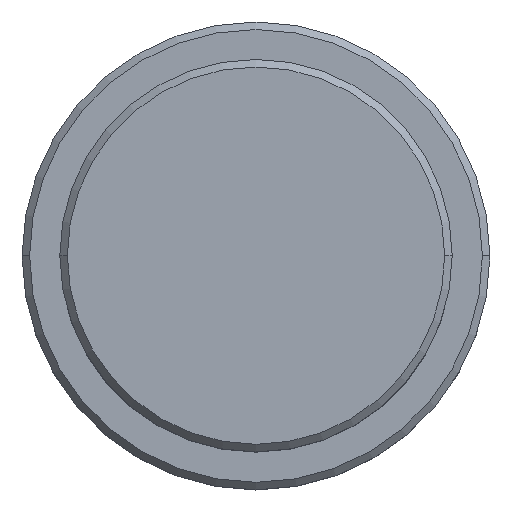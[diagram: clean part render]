
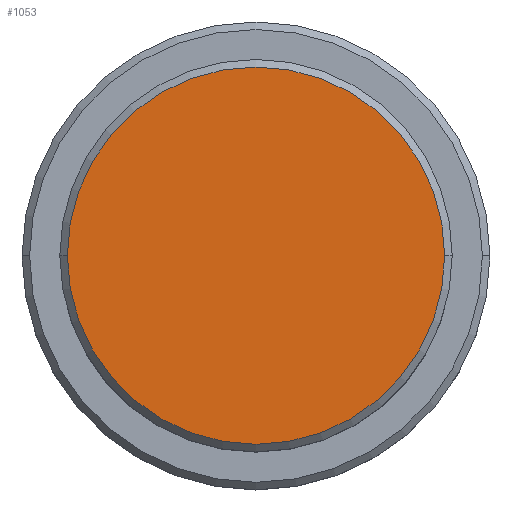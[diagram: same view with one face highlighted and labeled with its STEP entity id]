
A CAD part, top view. The second image highlights one B-rep face of the part: STEP entity #1053.
In plain terms, the highlighted planar face has unit normal (0, 0, 1).
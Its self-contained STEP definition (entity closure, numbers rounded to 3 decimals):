
#3 = AXIS2_PLACEMENT_3D ( 'NONE', #890, #439, #868 ) ;
#350 = ORIENTED_EDGE ( 'NONE', *, *, #1151, .T. ) ;
#439 = DIRECTION ( 'NONE',  ( 0., 0., 1. ) ) ;
#456 = CIRCLE ( 'NONE', #773, 12.5 ) ;
#466 = FACE_OUTER_BOUND ( 'NONE', #488, .T. ) ;
#474 = CARTESIAN_POINT ( 'NONE',  ( -12.5, 0., 0. ) ) ;
#488 = EDGE_LOOP ( 'NONE', ( #1222, #350 ) ) ;
#498 = VERTEX_POINT ( 'NONE', #474 ) ;
#563 = DIRECTION ( 'NONE',  ( 1., 0., 0. ) ) ;
#621 = CARTESIAN_POINT ( 'NONE',  ( 0., 0., 0. ) ) ;
#773 = AXIS2_PLACEMENT_3D ( 'NONE', #621, #944, #1263 ) ;
#868 = DIRECTION ( 'NONE',  ( 1., 0., 0. ) ) ;
#890 = CARTESIAN_POINT ( 'NONE',  ( 0., 0., 0. ) ) ;
#895 = EDGE_CURVE ( 'NONE', #498, #1239, #1059, .T. ) ;
#925 = CARTESIAN_POINT ( 'NONE',  ( 0., 0., 0. ) ) ;
#944 = DIRECTION ( 'NONE',  ( 0., 0., 1. ) ) ;
#1053 = ADVANCED_FACE ( 'NONE', ( #466 ), #1329, .T. ) ;
#1059 = CIRCLE ( 'NONE', #3, 12.5 ) ;
#1101 = CARTESIAN_POINT ( 'NONE',  ( 12.5, 0., 0. ) ) ;
#1117 = DIRECTION ( 'NONE',  ( 0., 0., 1. ) ) ;
#1151 = EDGE_CURVE ( 'NONE', #1239, #498, #456, .T. ) ;
#1222 = ORIENTED_EDGE ( 'NONE', *, *, #895, .T. ) ;
#1239 = VERTEX_POINT ( 'NONE', #1101 ) ;
#1263 = DIRECTION ( 'NONE',  ( 1., 0., 0. ) ) ;
#1279 = AXIS2_PLACEMENT_3D ( 'NONE', #925, #1117, #563 ) ;
#1329 = PLANE ( 'NONE',  #1279 ) ;
